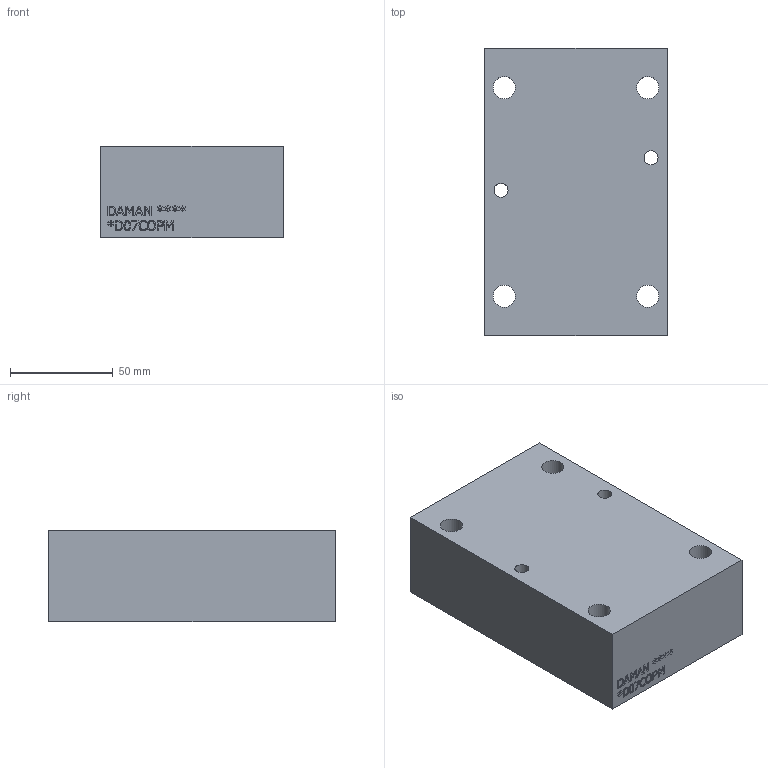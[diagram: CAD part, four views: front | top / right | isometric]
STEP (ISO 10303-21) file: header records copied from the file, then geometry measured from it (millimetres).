
FILE_DESCRIPTION(/* description */ (''),/* implementation_level */ '2;1');
FILE_NAME(/* name */ '_D07COPM.stp',/* time_stamp */ '2021-12-16T08:58:07-05:00',/* author */ ('jrf'),/* organization */ (''),/* preprocessor_version */ 'ST-DEVELOPER v18.1',/* originating_system */ 'Autodesk Inventor 2022',/* authorisation */ '');
FILE_SCHEMA (('AUTOMOTIVE_DESIGN { 1 0 10303 214 3 1 1 }'));
Length unit declared in the file: millimetre
Products named in the file (1): Part__D07COPM_3D
Bounding box: 88.9 x 139.7 x 44.45 mm (x, y, z)
Volume: 512849.9 mm3; surface area: 55073.7 mm2
Topology: 1 solids, 1 shells, 311 faces, 829 edges, 550 vertices
Faces by surface type: plane 221, bspline 66, cylinder 20, cone 4
Full cylindrical faces by diameter (mm): 3.175 x2, 6.807 x2, 10.795 x4, 11.125 x2, 17.475 x2, 25.4 x2
Entity records: 10205 total; most frequent: CARTESIAN_POINT 2545, ORIENTED_EDGE 1650, DIRECTION 1225, EDGE_CURVE 825, LINE 653, VECTOR 653, VERTEX_POINT 550, EDGE_LOOP 357
